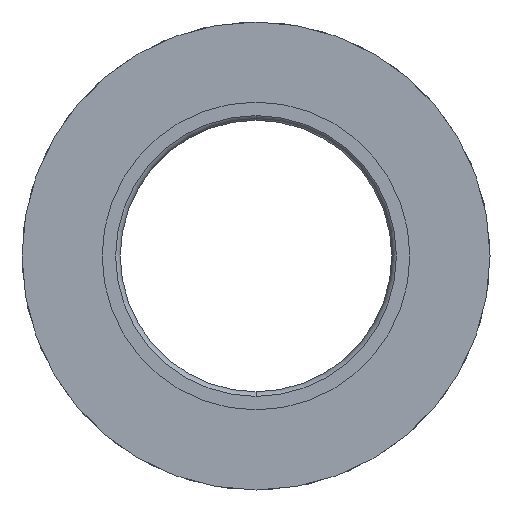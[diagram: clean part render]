
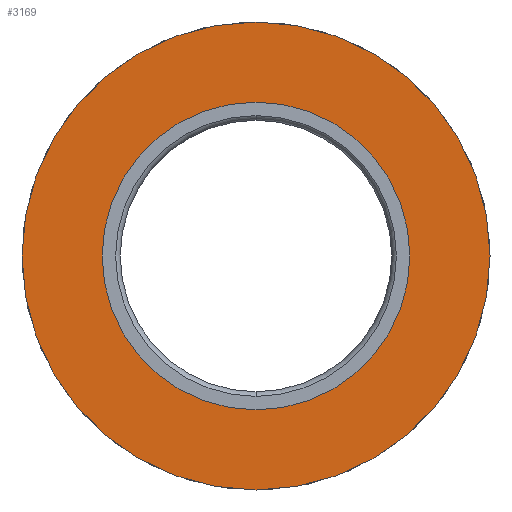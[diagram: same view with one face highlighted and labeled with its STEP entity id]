
A CAD part, front view. The second image highlights one B-rep face of the part: STEP entity #3169.
In plain terms, the highlighted planar face has unit normal (0, -1, 0).
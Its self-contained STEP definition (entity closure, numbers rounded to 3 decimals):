
#130 = AXIS2_PLACEMENT_3D ( 'NONE', #3690, #6184, #1868 ) ;
#151 = CIRCLE ( 'NONE', #8961, 13.15 ) ;
#839 = CARTESIAN_POINT ( 'NONE',  ( 0., 0., -20. ) ) ;
#923 = EDGE_CURVE ( 'NONE', #7703, #1685, #7933, .T. ) ;
#1167 = DIRECTION ( 'NONE',  ( 0., 0., 1. ) ) ;
#1299 = DIRECTION ( 'NONE',  ( 0., 0., 1. ) ) ;
#1347 = DIRECTION ( 'NONE',  ( 0., 1., 0. ) ) ;
#1355 = CARTESIAN_POINT ( 'NONE',  ( 0., 0., 0. ) ) ;
#1364 = DIRECTION ( 'NONE',  ( 0., 0., 1. ) ) ;
#1475 = CARTESIAN_POINT ( 'NONE',  ( 0., 0., 13.15 ) ) ;
#1625 = FACE_BOUND ( 'NONE', #2371, .T. ) ;
#1664 = EDGE_CURVE ( 'NONE', #7118, #2769, #7920, .T. ) ;
#1685 = VERTEX_POINT ( 'NONE', #1475 ) ;
#1868 = DIRECTION ( 'NONE',  ( 0., 0., -1. ) ) ;
#2076 = AXIS2_PLACEMENT_3D ( 'NONE', #1355, #1347, #1299 ) ;
#2251 = DIRECTION ( 'NONE',  ( 0., 0., 1. ) ) ;
#2371 = EDGE_LOOP ( 'NONE', ( #7273, #8425 ) ) ;
#2593 = EDGE_LOOP ( 'NONE', ( #7141, #4894 ) ) ;
#2603 = PLANE ( 'NONE',  #130 ) ;
#2769 = VERTEX_POINT ( 'NONE', #839 ) ;
#3169 = ADVANCED_FACE ( 'NONE', ( #1625, #5512 ), #2603, .T. ) ;
#3342 = AXIS2_PLACEMENT_3D ( 'NONE', #9364, #8538, #2251 ) ;
#3690 = CARTESIAN_POINT ( 'NONE',  ( 0., 0., 13.15 ) ) ;
#4394 = CARTESIAN_POINT ( 'NONE',  ( 0., 0., 0. ) ) ;
#4422 = DIRECTION ( 'NONE',  ( 0., 1., 0. ) ) ;
#4894 = ORIENTED_EDGE ( 'NONE', *, *, #8085, .F. ) ;
#5233 = EDGE_CURVE ( 'NONE', #1685, #7703, #151, .T. ) ;
#5512 = FACE_OUTER_BOUND ( 'NONE', #2593, .T. ) ;
#5534 = CARTESIAN_POINT ( 'NONE',  ( 0., 0., 0. ) ) ;
#6184 = DIRECTION ( 'NONE',  ( 0., -1., 0. ) ) ;
#6215 = CARTESIAN_POINT ( 'NONE',  ( 0., 0., -13.15 ) ) ;
#6905 = CARTESIAN_POINT ( 'NONE',  ( 0., 0., 20. ) ) ;
#7118 = VERTEX_POINT ( 'NONE', #6905 ) ;
#7141 = ORIENTED_EDGE ( 'NONE', *, *, #1664, .F. ) ;
#7273 = ORIENTED_EDGE ( 'NONE', *, *, #5233, .T. ) ;
#7435 = CIRCLE ( 'NONE', #2076, 20. ) ;
#7703 = VERTEX_POINT ( 'NONE', #6215 ) ;
#7920 = CIRCLE ( 'NONE', #9887, 20. ) ;
#7933 = CIRCLE ( 'NONE', #3342, 13.15 ) ;
#8085 = EDGE_CURVE ( 'NONE', #2769, #7118, #7435, .T. ) ;
#8425 = ORIENTED_EDGE ( 'NONE', *, *, #923, .T. ) ;
#8538 = DIRECTION ( 'NONE',  ( 0., 1., 0. ) ) ;
#8841 = DIRECTION ( 'NONE',  ( 0., 1., 0. ) ) ;
#8961 = AXIS2_PLACEMENT_3D ( 'NONE', #4394, #4422, #1364 ) ;
#9364 = CARTESIAN_POINT ( 'NONE',  ( 0., 0., 0. ) ) ;
#9887 = AXIS2_PLACEMENT_3D ( 'NONE', #5534, #8841, #1167 ) ;
